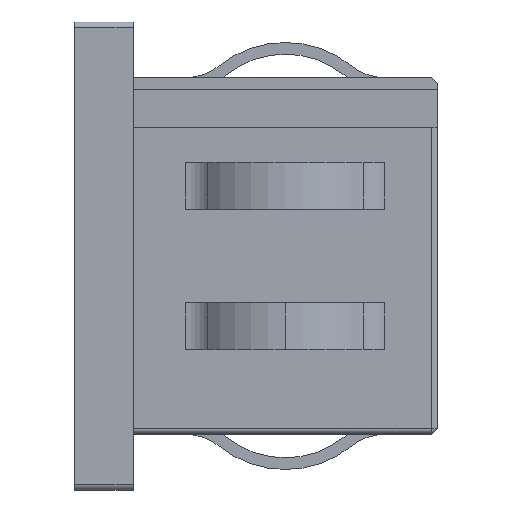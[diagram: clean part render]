
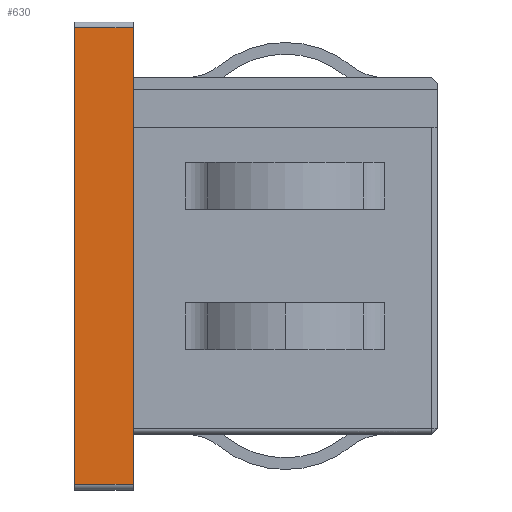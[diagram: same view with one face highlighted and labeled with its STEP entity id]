
A CAD part, left-side view. The second image highlights one B-rep face of the part: STEP entity #630.
In plain terms, the highlighted planar face has unit normal (-1, 0, 0).
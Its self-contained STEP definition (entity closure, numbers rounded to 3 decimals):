
#186 = EDGE_LOOP ( 'NONE', ( #1806, #14885, #12256, #2957 ) ) ;
#455 = DIRECTION ( 'NONE',  ( 1., 0., 0. ) ) ;
#630 = ADVANCED_FACE ( 'NONE', ( #3811 ), #3762, .F. ) ;
#948 = CARTESIAN_POINT ( 'NONE',  ( -20., 5., 19.5 ) ) ;
#1146 = VECTOR ( 'NONE', #12297, 1000. ) ;
#1229 = EDGE_CURVE ( 'NONE', #11364, #2022, #14682, .T. ) ;
#1269 = LINE ( 'NONE', #14969, #13025 ) ;
#1806 = ORIENTED_EDGE ( 'NONE', *, *, #1229, .T. ) ;
#1976 = CARTESIAN_POINT ( 'NONE',  ( -20., 0., -20. ) ) ;
#2022 = VERTEX_POINT ( 'NONE', #4248 ) ;
#2137 = VERTEX_POINT ( 'NONE', #948 ) ;
#2914 = DIRECTION ( 'NONE',  ( 0., 1., 0. ) ) ;
#2941 = CARTESIAN_POINT ( 'NONE',  ( -20., 0., -19.5 ) ) ;
#2957 = ORIENTED_EDGE ( 'NONE', *, *, #4227, .T. ) ;
#3442 = EDGE_CURVE ( 'NONE', #10045, #2137, #1269, .T. ) ;
#3762 = PLANE ( 'NONE',  #7029 ) ;
#3811 = FACE_OUTER_BOUND ( 'NONE', #186, .T. ) ;
#4227 = EDGE_CURVE ( 'NONE', #10045, #11364, #6336, .T. ) ;
#4248 = CARTESIAN_POINT ( 'NONE',  ( -20., 0., 19.5 ) ) ;
#6336 = LINE ( 'NONE', #6581, #13232 ) ;
#6468 = CARTESIAN_POINT ( 'NONE',  ( -20., 5., 19.5 ) ) ;
#6502 = LINE ( 'NONE', #6468, #14480 ) ;
#6581 = CARTESIAN_POINT ( 'NONE',  ( -20., 5., -19.5 ) ) ;
#7029 = AXIS2_PLACEMENT_3D ( 'NONE', #11970, #455, #8410 ) ;
#8410 = DIRECTION ( 'NONE',  ( 0., 0., -1. ) ) ;
#9554 = CARTESIAN_POINT ( 'NONE',  ( -20., 5., -19.5 ) ) ;
#10045 = VERTEX_POINT ( 'NONE', #9554 ) ;
#10994 = EDGE_CURVE ( 'NONE', #2022, #2137, #6502, .T. ) ;
#11364 = VERTEX_POINT ( 'NONE', #2941 ) ;
#11970 = CARTESIAN_POINT ( 'NONE',  ( -20., 5., -20. ) ) ;
#12256 = ORIENTED_EDGE ( 'NONE', *, *, #3442, .F. ) ;
#12297 = DIRECTION ( 'NONE',  ( 0., 0., 1. ) ) ;
#12376 = DIRECTION ( 'NONE',  ( 0., -1., 0. ) ) ;
#13025 = VECTOR ( 'NONE', #13821, 1000. ) ;
#13232 = VECTOR ( 'NONE', #12376, 1000. ) ;
#13821 = DIRECTION ( 'NONE',  ( 0., 0., 1. ) ) ;
#14480 = VECTOR ( 'NONE', #2914, 1000. ) ;
#14682 = LINE ( 'NONE', #1976, #1146 ) ;
#14885 = ORIENTED_EDGE ( 'NONE', *, *, #10994, .T. ) ;
#14969 = CARTESIAN_POINT ( 'NONE',  ( -20., 5., -20. ) ) ;
